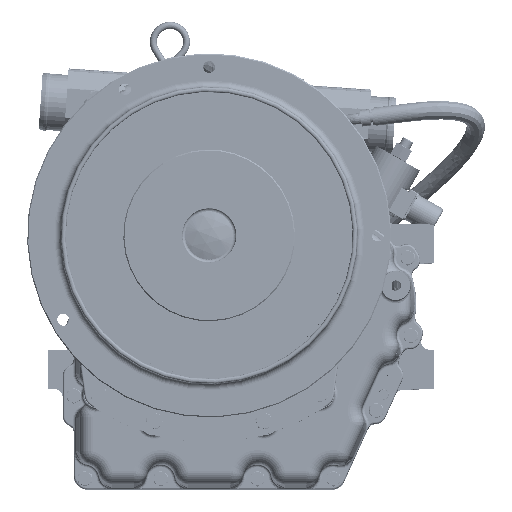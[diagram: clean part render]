
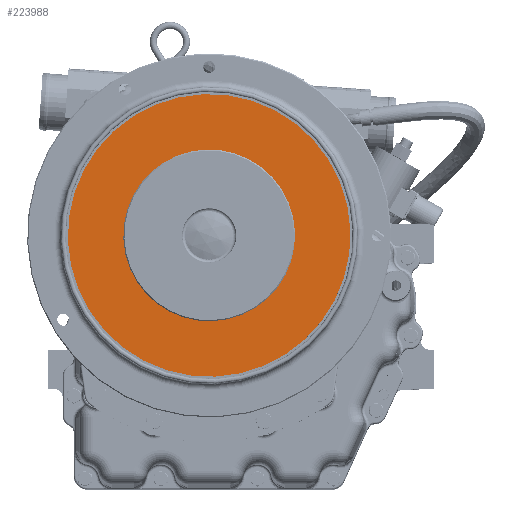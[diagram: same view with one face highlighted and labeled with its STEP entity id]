
A CAD part, top view. The second image highlights one B-rep face of the part: STEP entity #223988.
In plain terms, the highlighted planar face has unit normal (0, 0, 1).
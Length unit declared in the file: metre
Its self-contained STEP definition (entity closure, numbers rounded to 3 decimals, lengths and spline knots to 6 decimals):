
#411 = CIRCLE ( 'NONE', #55541, 0.13 ) ;
#2657 = CARTESIAN_POINT ( 'NONE',  ( -0.049749, 0.120104, 0.025362 ) ) ;
#10410 = CARTESIAN_POINT ( 'NONE',  ( -0.020282, 0.048966, 0.025362 ) ) ;
#12366 = VERTEX_POINT ( 'NONE', #160966 ) ;
#15541 = EDGE_LOOP ( 'NONE', ( #226232, #114078 ) ) ;
#47180 = EDGE_CURVE ( 'NONE', #185201, #94514, #129809, .T. ) ;
#49266 = FACE_BOUND ( 'NONE', #225597, .T. ) ;
#52568 = ORIENTED_EDGE ( 'NONE', *, *, #47180, .F. ) ;
#55541 = AXIS2_PLACEMENT_3D ( 'NONE', #226499, #159915, #121918 ) ;
#57858 = DIRECTION ( 'NONE',  ( -0.383, 0.924, 0. ) ) ;
#62339 = EDGE_CURVE ( 'NONE', #78581, #12366, #411, .T. ) ;
#78581 = VERTEX_POINT ( 'NONE', #2657 ) ;
#80607 = EDGE_CURVE ( 'NONE', #94514, #185201, #152700, .T. ) ;
#83932 = ORIENTED_EDGE ( 'NONE', *, *, #80607, .F. ) ;
#88543 = CARTESIAN_POINT ( 'NONE',  ( 0.020282, -0.048966, 0.025362 ) ) ;
#91292 = AXIS2_PLACEMENT_3D ( 'NONE', #144221, #177617, #193646 ) ;
#94016 = AXIS2_PLACEMENT_3D ( 'NONE', #204940, #118674, #135940 ) ;
#94514 = VERTEX_POINT ( 'NONE', #10410 ) ;
#101331 = AXIS2_PLACEMENT_3D ( 'NONE', #106581, #103171, #173390 ) ;
#102041 = FACE_OUTER_BOUND ( 'NONE', #15541, .T. ) ;
#103171 = DIRECTION ( 'NONE',  ( 0., 0., -1. ) ) ;
#106581 = CARTESIAN_POINT ( 'NONE',  ( -0.048966, -0.020282, 0.025362 ) ) ;
#109481 = DIRECTION ( 'NONE',  ( 0., 0., 1. ) ) ;
#114078 = ORIENTED_EDGE ( 'NONE', *, *, #203840, .T. ) ;
#118674 = DIRECTION ( 'NONE',  ( 0., 0., 1. ) ) ;
#121918 = DIRECTION ( 'NONE',  ( -0.383, 0.924, 0. ) ) ;
#129809 = CIRCLE ( 'NONE', #137198, 0.053 ) ;
#135940 = DIRECTION ( 'NONE',  ( -0.383, 0.924, 0. ) ) ;
#137198 = AXIS2_PLACEMENT_3D ( 'NONE', #160157, #109481, #57858 ) ;
#144221 = CARTESIAN_POINT ( 'NONE',  ( 0., 0., 0.025362 ) ) ;
#152700 = CIRCLE ( 'NONE', #94016, 0.053 ) ;
#159915 = DIRECTION ( 'NONE',  ( 0., 0., 1. ) ) ;
#160157 = CARTESIAN_POINT ( 'NONE',  ( 0., 0., 0.025362 ) ) ;
#160966 = CARTESIAN_POINT ( 'NONE',  ( 0.049749, -0.120104, 0.025362 ) ) ;
#161060 = CIRCLE ( 'NONE', #91292, 0.13 ) ;
#173390 = DIRECTION ( 'NONE',  ( 0.383, -0.924, 0. ) ) ;
#177617 = DIRECTION ( 'NONE',  ( 0., 0., 1. ) ) ;
#185201 = VERTEX_POINT ( 'NONE', #88543 ) ;
#190585 = PLANE ( 'NONE',  #101331 ) ;
#193646 = DIRECTION ( 'NONE',  ( -0.383, 0.924, 0. ) ) ;
#203840 = EDGE_CURVE ( 'NONE', #12366, #78581, #161060, .T. ) ;
#204940 = CARTESIAN_POINT ( 'NONE',  ( 0., 0., 0.025362 ) ) ;
#223988 = ADVANCED_FACE ( 'NONE', ( #49266, #102041 ), #190585, .F. ) ;
#225597 = EDGE_LOOP ( 'NONE', ( #83932, #52568 ) ) ;
#226232 = ORIENTED_EDGE ( 'NONE', *, *, #62339, .T. ) ;
#226499 = CARTESIAN_POINT ( 'NONE',  ( 0., 0., 0.025362 ) ) ;
